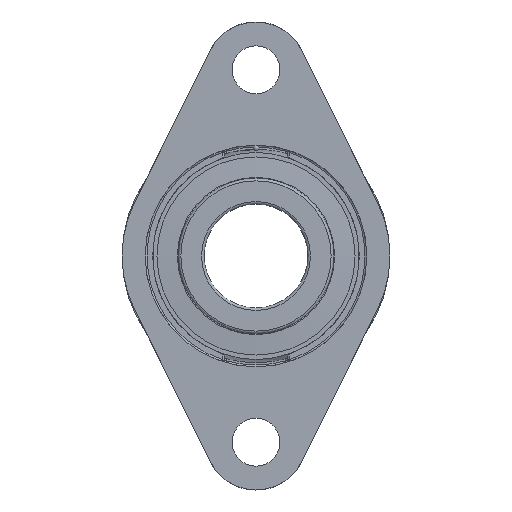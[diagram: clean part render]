
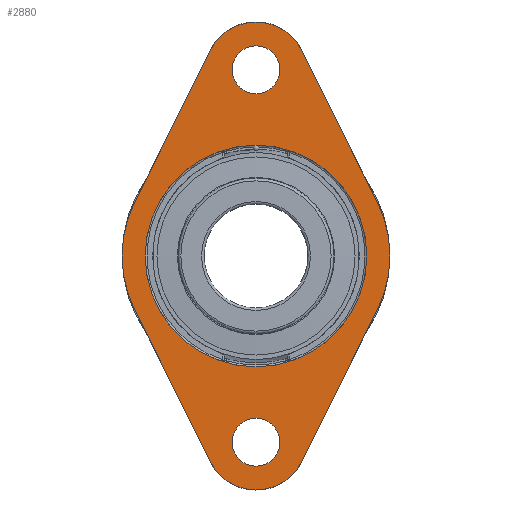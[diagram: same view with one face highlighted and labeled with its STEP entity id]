
A CAD part, left-side view. The second image highlights one B-rep face of the part: STEP entity #2880.
In plain terms, the highlighted face is planar.
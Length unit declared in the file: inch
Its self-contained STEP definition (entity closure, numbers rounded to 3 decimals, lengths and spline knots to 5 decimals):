
#88=VECTOR('',#3455,1.);
#101=VECTOR('',#3527,1.);
#130=VECTOR('',#3741,1.);
#131=VECTOR('',#3744,1.);
#166=LINE('',#5103,#88);
#179=LINE('',#6041,#101);
#208=LINE('',#7146,#130);
#209=LINE('',#7149,#131);
#1071=PLANE('',#3161);
#1212=VERTEX_POINT('',#5087);
#1213=VERTEX_POINT('',#5089);
#1216=VERTEX_POINT('',#5102);
#1241=VERTEX_POINT('',#6025);
#1242=VERTEX_POINT('',#6027);
#1245=VERTEX_POINT('',#6040);
#1310=VERTEX_POINT('',#7132);
#1311=VERTEX_POINT('',#7139);
#1312=VERTEX_POINT('',#7142);
#1313=VERTEX_POINT('',#7145);
#1314=VERTEX_POINT('',#7148);
#1377=CIRCLE('',#3026,0.8);
#1397=CIRCLE('',#3058,0.8);
#1452=CIRCLE('',#3152,1.73432);
#1453=CIRCLE('',#3158,0.37402);
#1454=CIRCLE('',#3160,0.37402);
#1455=CIRCLE('',#3162,1.88509);
#1456=CIRCLE('',#3163,1.88509);
#1562=EDGE_CURVE('',#1212,#1213,#1377,.T.);
#1569=EDGE_CURVE('',#1216,#1212,#166,.T.);
#1608=EDGE_CURVE('',#1241,#1242,#1397,.T.);
#1615=EDGE_CURVE('',#1245,#1241,#179,.T.);
#1728=EDGE_CURVE('',#1310,#1310,#1452,.T.);
#1729=EDGE_CURVE('',#1311,#1311,#1453,.T.);
#1730=EDGE_CURVE('',#1312,#1312,#1454,.T.);
#1731=EDGE_CURVE('',#1313,#1216,#1455,.T.);
#1732=EDGE_CURVE('',#1242,#1313,#208,.T.);
#1733=EDGE_CURVE('',#1314,#1245,#1456,.T.);
#1734=EDGE_CURVE('',#1213,#1314,#209,.T.);
#2264=ORIENTED_EDGE('',*,*,#1728,.T.);
#2265=ORIENTED_EDGE('',*,*,#1569,.F.);
#2266=ORIENTED_EDGE('',*,*,#1731,.F.);
#2267=ORIENTED_EDGE('',*,*,#1732,.F.);
#2268=ORIENTED_EDGE('',*,*,#1608,.F.);
#2269=ORIENTED_EDGE('',*,*,#1615,.F.);
#2270=ORIENTED_EDGE('',*,*,#1733,.F.);
#2271=ORIENTED_EDGE('',*,*,#1734,.F.);
#2272=ORIENTED_EDGE('',*,*,#1562,.F.);
#2273=ORIENTED_EDGE('',*,*,#1730,.T.);
#2274=ORIENTED_EDGE('',*,*,#1729,.T.);
#2505=EDGE_LOOP('',(#2264));
#2506=EDGE_LOOP('',(#2265,#2266,#2267,#2268,#2269,#2270,#2271,#2272));
#2507=EDGE_LOOP('',(#2273));
#2508=EDGE_LOOP('',(#2274));
#2720=FACE_BOUND('',#2505,.T.);
#2721=FACE_BOUND('',#2506,.T.);
#2722=FACE_BOUND('',#2507,.T.);
#2723=FACE_BOUND('',#2508,.T.);
#2880=ADVANCED_FACE('',(#2720,#2721,#2722,#2723),#1071,.F.);
#3026=AXIS2_PLACEMENT_3D('',#5088,#3445,#3446);
#3058=AXIS2_PLACEMENT_3D('',#6026,#3517,#3518);
#3152=AXIS2_PLACEMENT_3D('',#7131,#3724,#3725);
#3158=AXIS2_PLACEMENT_3D('',#7138,#3732,#3733);
#3160=AXIS2_PLACEMENT_3D('',#7141,#3736,#3737);
#3161=AXIS2_PLACEMENT_3D('',#7143,#3738,$);
#3162=AXIS2_PLACEMENT_3D('',#7144,#3739,#3740);
#3163=AXIS2_PLACEMENT_3D('',#7147,#3742,#3743);
#3445=DIRECTION('',(0.,0.,1.));
#3446=DIRECTION('',(0.8,0.,0.));
#3455=DIRECTION('',(-0.895,-0.445,0.));
#3517=DIRECTION('',(0.,0.,1.));
#3518=DIRECTION('',(0.8,0.,0.));
#3527=DIRECTION('',(0.895,0.445,0.));
#3724=DIRECTION('',(0.,0.,1.));
#3725=DIRECTION('',(0.,1.734,0.));
#3732=DIRECTION('',(0.,0.,1.));
#3733=DIRECTION('',(0.374,0.,0.));
#3736=DIRECTION('',(0.,0.,1.));
#3737=DIRECTION('',(0.374,0.,0.));
#3738=DIRECTION('',(0.,0.,1.));
#3739=DIRECTION('',(0.,0.,1.));
#3740=DIRECTION('',(1.885,0.,0.));
#3741=DIRECTION('',(-0.895,0.445,0.));
#3742=DIRECTION('',(0.,0.,1.));
#3743=DIRECTION('',(1.885,0.,0.));
#3744=DIRECTION('',(0.895,-0.445,0.));
#5087=CARTESIAN_POINT('',(-3.2177,0.71628,0.));
#5088=CARTESIAN_POINT('',(-2.86142,0.,0.));
#5089=CARTESIAN_POINT('',(-3.2177,-0.71628,0.));
#5102=CARTESIAN_POINT('',(-0.83953,1.89919,0.));
#5103=CARTESIAN_POINT('',(-0.83953,1.89919,0.));
#6025=CARTESIAN_POINT('',(3.2177,-0.71628,0.));
#6026=CARTESIAN_POINT('',(2.86142,0.,0.));
#6027=CARTESIAN_POINT('',(3.2177,0.71628,0.));
#6040=CARTESIAN_POINT('',(0.83953,-1.89919,0.));
#6041=CARTESIAN_POINT('',(0.83953,-1.89919,0.));
#7131=CARTESIAN_POINT('',(0.,0.,0.));
#7132=CARTESIAN_POINT('',(0.,1.73432,0.));
#7138=CARTESIAN_POINT('',(2.91339,0.,0.));
#7139=CARTESIAN_POINT('',(2.53937,0.,0.));
#7141=CARTESIAN_POINT('',(-2.91339,0.,0.));
#7142=CARTESIAN_POINT('',(-3.2874,0.,0.));
#7143=CARTESIAN_POINT('',(0.,0.,0.));
#7144=CARTESIAN_POINT('',(0.,0.21137,0.));
#7145=CARTESIAN_POINT('',(0.83953,1.89919,0.));
#7146=CARTESIAN_POINT('',(3.2177,0.71628,0.));
#7147=CARTESIAN_POINT('',(0.,-0.21137,0.));
#7148=CARTESIAN_POINT('',(-0.83953,-1.89919,0.));
#7149=CARTESIAN_POINT('',(-3.2177,-0.71628,0.));
